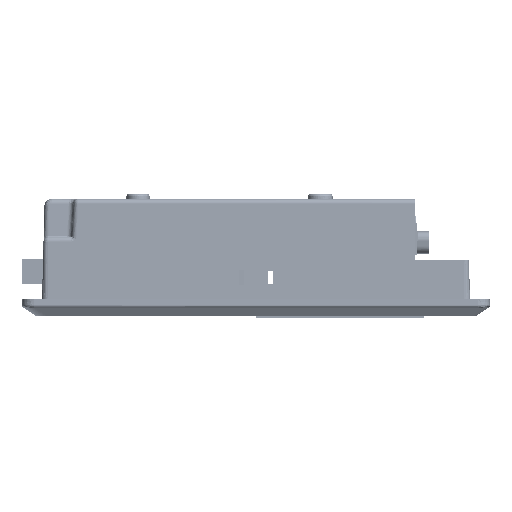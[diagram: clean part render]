
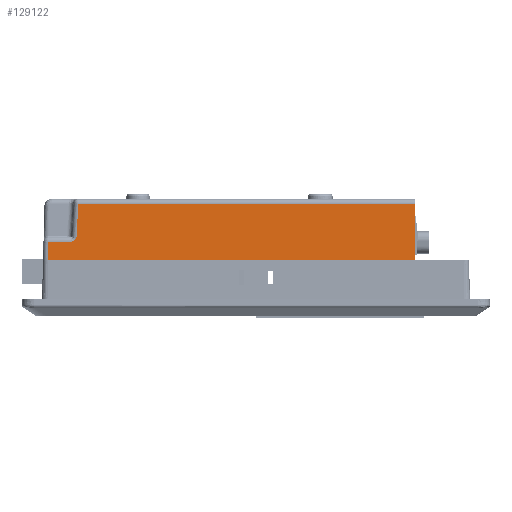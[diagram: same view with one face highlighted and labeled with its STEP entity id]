
A CAD part, left-side view. The second image highlights one B-rep face of the part: STEP entity #129122.
In plain terms, the highlighted planar face has unit normal (-1, 0, 0.026).
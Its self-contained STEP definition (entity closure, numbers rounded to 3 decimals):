
#6984 = CARTESIAN_POINT ( 'NONE',  ( 9.658, 32.966, 3.969 ) ) ;
#8041 = CARTESIAN_POINT ( 'NONE',  ( 9.279, 172.418, -10.531 ) ) ;
#21594 = LINE ( 'NONE', #69641, #86648 ) ;
#25818 = VERTEX_POINT ( 'NONE', #298324 ) ;
#30331 = PLANE ( 'NONE',  #219737 ) ;
#32423 = ORIENTED_EDGE ( 'NONE', *, *, #227303, .F. ) ;
#33405 = DIRECTION ( 'NONE',  ( 0.026, 0., 1. ) ) ;
#35557 = CARTESIAN_POINT ( 'NONE',  ( 9.251, 174.384, -11.601 ) ) ;
#36491 = LINE ( 'NONE', #124983, #258415 ) ;
#36755 = DIRECTION ( 'NONE',  ( -0.026, 0.052, -0.998 ) ) ;
#43454 = VECTOR ( 'NONE', #89270, 1000. ) ;
#44726 = VERTEX_POINT ( 'NONE', #225724 ) ;
#46451 = EDGE_CURVE ( 'NONE', #134582, #25818, #36491, .T. ) ;
#56572 = EDGE_LOOP ( 'NONE', ( #157060, #240420, #252599, #298412, #32423, #100881, #177591 ) ) ;
#58406 = CARTESIAN_POINT ( 'NONE',  ( 9.235, 183.913, -12.178 ) ) ;
#59922 = CARTESIAN_POINT ( 'NONE',  ( 9.048, 183.913, -19.354 ) ) ;
#62984 = CARTESIAN_POINT ( 'NONE',  ( 9.181, 183.913, -14.257 ) ) ;
#69444 = VERTEX_POINT ( 'NONE', #263905 ) ;
#69641 = CARTESIAN_POINT ( 'NONE',  ( 9.048, 188.976, -19.354 ) ) ;
#76878 = FACE_OUTER_BOUND ( 'NONE', #56572, .T. ) ;
#80292 = VECTOR ( 'NONE', #36755, 1000. ) ;
#80945 = CARTESIAN_POINT ( 'NONE',  ( 9.293, 172.172, -9.997 ) ) ;
#81502 = VERTEX_POINT ( 'NONE', #123698 ) ;
#81758 = CARTESIAN_POINT ( 'NONE',  ( 9.658, 171.385, 3.969 ) ) ;
#86363 = CARTESIAN_POINT ( 'NONE',  ( 9.081, 183.913, -18.062 ) ) ;
#86648 = VECTOR ( 'NONE', #114790, 1000. ) ;
#89270 = DIRECTION ( 'NONE',  ( 0.026, 0.009, 1. ) ) ;
#99178 = B_SPLINE_CURVE_WITH_KNOTS ( 'NONE', 3,
 ( #59922, #86363, #275643, #134324, #298966, #180911, #271055, #105027, #132817, #62984, #157655, #58406, #272594 ),
 .UNSPECIFIED., .F., .F.,
 ( 4, 2, 2, 1, 1, 1, 1, 1, 4 ),
 ( 0., 0.5, 0.508, 0.516, 0.531, 0.562, 0.625, 0.75, 1. ),
 .UNSPECIFIED. ) ;
#100881 = ORIENTED_EDGE ( 'NONE', *, *, #284382, .T. ) ;
#101311 = EDGE_CURVE ( 'NONE', #143000, #132750, #241639, .T. ) ;
#105027 = CARTESIAN_POINT ( 'NONE',  ( 9.157, 183.913, -15.167 ) ) ;
#108632 = CARTESIAN_POINT ( 'NONE',  ( 9.251, 29.739, -11.601 ) ) ;
#114790 = DIRECTION ( 'NONE',  ( 0., 1., 0. ) ) ;
#123698 = CARTESIAN_POINT ( 'NONE',  ( 9.251, 183.913, -11.601 ) ) ;
#124448 = CARTESIAN_POINT ( 'NONE',  ( 9.251, 174.088, -11.601 ) ) ;
#124983 = CARTESIAN_POINT ( 'NONE',  ( 9.658, 29.739, 3.969 ) ) ;
#126770 = LINE ( 'NONE', #81758, #80292 ) ;
#128993 = CARTESIAN_POINT ( 'NONE',  ( 9.251, 174.384, -11.601 ) ) ;
#129122 = ADVANCED_FACE ( 'NONE', ( #76878 ), #30331, .T. ) ;
#129556 = CARTESIAN_POINT ( 'NONE',  ( 9.035, 29.739, -19.82 ) ) ;
#130353 = DIRECTION ( 'NONE',  ( 0., 1., 0. ) ) ;
#132750 = VERTEX_POINT ( 'NONE', #35557 ) ;
#132817 = CARTESIAN_POINT ( 'NONE',  ( 9.165, 183.913, -14.86 ) ) ;
#134324 = CARTESIAN_POINT ( 'NONE',  ( 9.15, 183.913, -15.457 ) ) ;
#134582 = VERTEX_POINT ( 'NONE', #6984 ) ;
#143000 = VERTEX_POINT ( 'NONE', #259576 ) ;
#147695 = CARTESIAN_POINT ( 'NONE',  ( 9.252, 173.804, -11.546 ) ) ;
#149175 = CARTESIAN_POINT ( 'NONE',  ( 9.308, 172.087, -9.422 ) ) ;
#152282 = CARTESIAN_POINT ( 'NONE',  ( 9.272, 172.587, -10.767 ) ) ;
#157060 = ORIENTED_EDGE ( 'NONE', *, *, #210686, .T. ) ;
#157655 = CARTESIAN_POINT ( 'NONE',  ( 9.211, 183.913, -13.096 ) ) ;
#160470 = LINE ( 'NONE', #300332, #43454 ) ;
#169421 = CARTESIAN_POINT ( 'NONE',  ( 9.262, 173.014, -11.172 ) ) ;
#170858 = VECTOR ( 'NONE', #130353, 1000. ) ;
#177591 = ORIENTED_EDGE ( 'NONE', *, *, #46451, .T. ) ;
#180911 = CARTESIAN_POINT ( 'NONE',  ( 9.151, 183.913, -15.388 ) ) ;
#197286 = CARTESIAN_POINT ( 'NONE',  ( 9.258, 173.259, -11.329 ) ) ;
#197830 = DIRECTION ( 'NONE',  ( 0., 1., 0. ) ) ;
#207168 = EDGE_CURVE ( 'NONE', #69444, #81502, #99178, .T. ) ;
#210686 = EDGE_CURVE ( 'NONE', #25818, #143000, #126770, .T. ) ;
#219737 = AXIS2_PLACEMENT_3D ( 'NONE', #129556, #273863, #33405 ) ;
#225724 = CARTESIAN_POINT ( 'NONE',  ( 9.048, 32.762, -19.354 ) ) ;
#227303 = EDGE_CURVE ( 'NONE', #44726, #69444, #21594, .T. ) ;
#234478 = EDGE_CURVE ( 'NONE', #132750, #81502, #271615, .T. ) ;
#240420 = ORIENTED_EDGE ( 'NONE', *, *, #101311, .T. ) ;
#241639 = B_SPLINE_CURVE_WITH_KNOTS ( 'NONE', 3,
 ( #149175, #245498, #80945, #8041, #152282, #169421, #197286, #147695, #124448, #128993 ),
 .UNSPECIFIED., .F., .F.,
 ( 4, 2, 2, 2, 4 ),
 ( 0., 0.25, 0.5, 0.75, 1. ),
 .UNSPECIFIED. ) ;
#245498 = CARTESIAN_POINT ( 'NONE',  ( 9.3, 172.103, -9.716 ) ) ;
#252599 = ORIENTED_EDGE ( 'NONE', *, *, #234478, .T. ) ;
#258415 = VECTOR ( 'NONE', #197830, 1000. ) ;
#259576 = CARTESIAN_POINT ( 'NONE',  ( 9.308, 172.087, -9.422 ) ) ;
#263905 = CARTESIAN_POINT ( 'NONE',  ( 9.048, 183.913, -19.354 ) ) ;
#271055 = CARTESIAN_POINT ( 'NONE',  ( 9.153, 183.913, -15.322 ) ) ;
#271615 = LINE ( 'NONE', #108632, #170858 ) ;
#272594 = CARTESIAN_POINT ( 'NONE',  ( 9.251, 183.913, -11.601 ) ) ;
#273863 = DIRECTION ( 'NONE',  ( -1., 0., 0.026 ) ) ;
#275643 = CARTESIAN_POINT ( 'NONE',  ( 9.115, 183.913, -16.77 ) ) ;
#284382 = EDGE_CURVE ( 'NONE', #44726, #134582, #160470, .T. ) ;
#298324 = CARTESIAN_POINT ( 'NONE',  ( 9.658, 171.385, 3.969 ) ) ;
#298412 = ORIENTED_EDGE ( 'NONE', *, *, #207168, .F. ) ;
#298966 = CARTESIAN_POINT ( 'NONE',  ( 9.15, 183.913, -15.433 ) ) ;
#300332 = CARTESIAN_POINT ( 'NONE',  ( 9.048, 32.762, -19.354 ) ) ;
